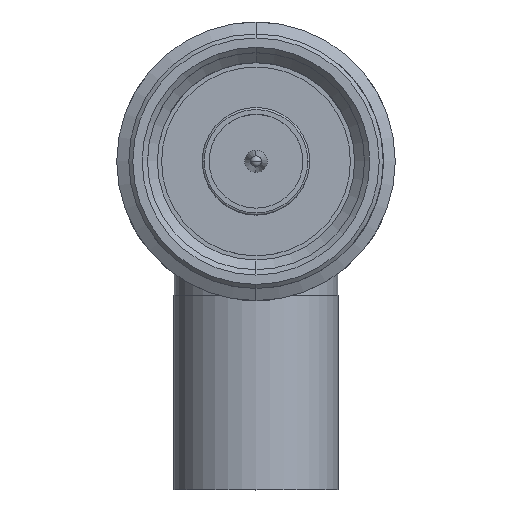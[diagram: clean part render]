
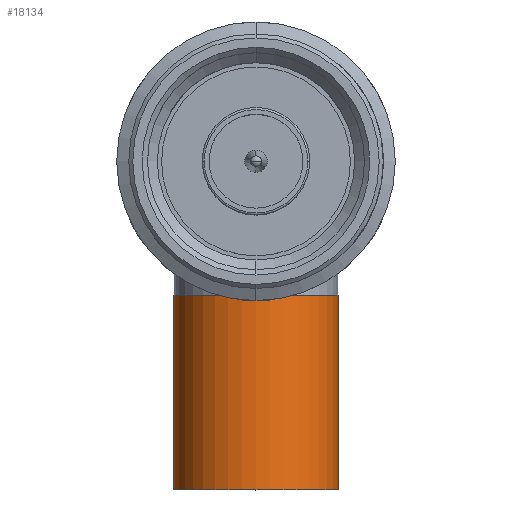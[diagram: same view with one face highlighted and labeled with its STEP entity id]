
A CAD part, top view. The second image highlights one B-rep face of the part: STEP entity #18134.
In plain terms, the highlighted cylindrical face has radius 6.125 mm (diameter 12.25 mm), a partial arc.
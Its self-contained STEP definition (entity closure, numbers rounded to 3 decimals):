
#671 = VERTEX_POINT ( 'NONE', #11844 ) ;
#765 = CYLINDRICAL_SURFACE ( 'NONE', #10566, 6.125 ) ;
#1324 = AXIS2_PLACEMENT_3D ( 'NONE', #15981, #13394, #15291 ) ;
#1358 = CARTESIAN_POINT ( 'NONE',  ( 6.125, -24.918, -21.2 ) ) ;
#1394 = ORIENTED_EDGE ( 'NONE', *, *, #5571, .F. ) ;
#2463 = DIRECTION ( 'NONE',  ( 0., -1., 0. ) ) ;
#2648 = EDGE_LOOP ( 'NONE', ( #15182, #7149, #1394, #3991 ) ) ;
#2857 = EDGE_CURVE ( 'NONE', #14694, #3596, #4085, .T. ) ;
#3103 = EDGE_CURVE ( 'NONE', #14694, #671, #14398, .T. ) ;
#3596 = VERTEX_POINT ( 'NONE', #19275 ) ;
#3962 = CARTESIAN_POINT ( 'NONE',  ( -6.125, -24.918, -21.2 ) ) ;
#3991 = ORIENTED_EDGE ( 'NONE', *, *, #2857, .F. ) ;
#4034 = DIRECTION ( 'NONE',  ( 0., -1., 0. ) ) ;
#4085 = LINE ( 'NONE', #1358, #16026 ) ;
#5238 = VERTEX_POINT ( 'NONE', #13779 ) ;
#5571 = EDGE_CURVE ( 'NONE', #3596, #5238, #10891, .T. ) ;
#5609 = CARTESIAN_POINT ( 'NONE',  ( 0., -24.918, -21.2 ) ) ;
#5675 = DIRECTION ( 'NONE',  ( 1., 0., 0. ) ) ;
#6403 = FACE_OUTER_BOUND ( 'NONE', #2648, .T. ) ;
#6682 = CARTESIAN_POINT ( 'NONE',  ( 0., -10., -21.2 ) ) ;
#7149 = ORIENTED_EDGE ( 'NONE', *, *, #17761, .T. ) ;
#8251 = DIRECTION ( 'NONE',  ( 1., 0., 0. ) ) ;
#10566 = AXIS2_PLACEMENT_3D ( 'NONE', #5609, #4034, #5675 ) ;
#10891 = CIRCLE ( 'NONE', #1324, 6.125 ) ;
#11844 = CARTESIAN_POINT ( 'NONE',  ( -6.125, -10., -21.2 ) ) ;
#12157 = DIRECTION ( 'NONE',  ( 0., -1., 0. ) ) ;
#13394 = DIRECTION ( 'NONE',  ( 0., -1., 0. ) ) ;
#13779 = CARTESIAN_POINT ( 'NONE',  ( -6.125, -24.5, -21.2 ) ) ;
#14398 = CIRCLE ( 'NONE', #17557, 6.125 ) ;
#14694 = VERTEX_POINT ( 'NONE', #19150 ) ;
#15182 = ORIENTED_EDGE ( 'NONE', *, *, #3103, .T. ) ;
#15198 = LINE ( 'NONE', #3962, #18837 ) ;
#15291 = DIRECTION ( 'NONE',  ( 1., 0., 0. ) ) ;
#15981 = CARTESIAN_POINT ( 'NONE',  ( 0., -24.5, -21.2 ) ) ;
#16026 = VECTOR ( 'NONE', #12157, 1000. ) ;
#17557 = AXIS2_PLACEMENT_3D ( 'NONE', #6682, #17569, #8251 ) ;
#17569 = DIRECTION ( 'NONE',  ( 0., -1., 0. ) ) ;
#17761 = EDGE_CURVE ( 'NONE', #671, #5238, #15198, .T. ) ;
#18134 = ADVANCED_FACE ( 'NONE', ( #6403 ), #765, .T. ) ;
#18837 = VECTOR ( 'NONE', #2463, 1000. ) ;
#19150 = CARTESIAN_POINT ( 'NONE',  ( 6.125, -10., -21.2 ) ) ;
#19275 = CARTESIAN_POINT ( 'NONE',  ( 6.125, -24.5, -21.2 ) ) ;
